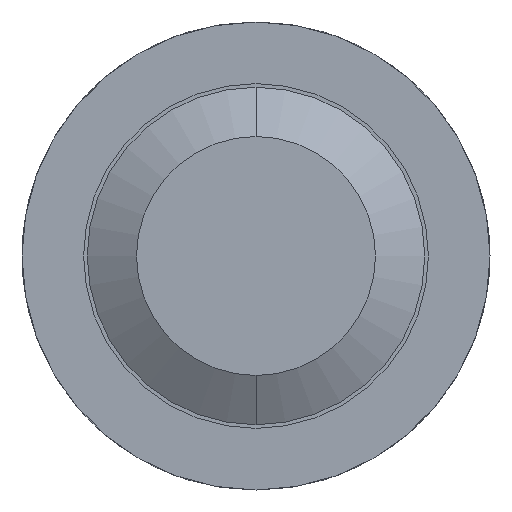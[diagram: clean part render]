
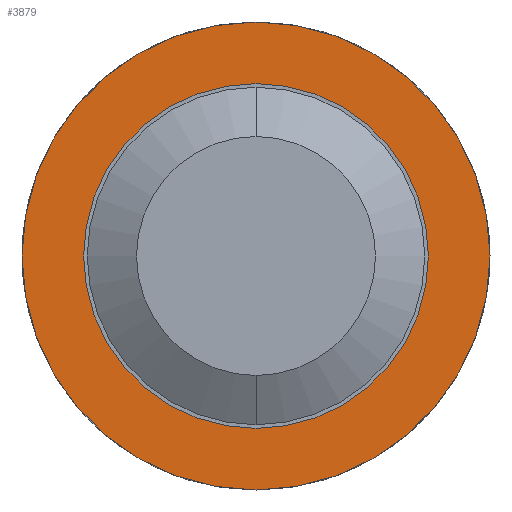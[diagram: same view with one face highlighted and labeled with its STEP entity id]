
A CAD part, front view. The second image highlights one B-rep face of the part: STEP entity #3879.
In plain terms, the highlighted planar face has unit normal (0, -1, 0).
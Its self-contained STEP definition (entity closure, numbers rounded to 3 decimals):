
#230 = DIRECTION ( 'NONE',  ( 0., 0., 1. ) ) ;
#643 = DIRECTION ( 'NONE',  ( 0., 0., 1. ) ) ;
#730 = AXIS2_PLACEMENT_3D ( 'NONE', #1940, #2876, #3831 ) ;
#811 = AXIS2_PLACEMENT_3D ( 'NONE', #864, #3544, #230 ) ;
#826 = CIRCLE ( 'NONE', #730, 0.685 ) ;
#864 = CARTESIAN_POINT ( 'NONE',  ( 0., -2.5, 0. ) ) ;
#896 = VERTEX_POINT ( 'NONE', #2304 ) ;
#922 = CARTESIAN_POINT ( 'NONE',  ( 0., -2.5, 0.685 ) ) ;
#930 = AXIS2_PLACEMENT_3D ( 'NONE', #3311, #2623, #643 ) ;
#1216 = DIRECTION ( 'NONE',  ( 0., 0., 1. ) ) ;
#1389 = EDGE_CURVE ( 'Defeature ausgef�hrt3_17+Defeature ausgef�hrt3_11+Defeature ausgef�hrt3_11+Defeature ausgef�hrt3_11', #2965, #3354, #2242, .T. ) ;
#1524 = DIRECTION ( 'NONE',  ( 0., 0., 1. ) ) ;
#1580 = CARTESIAN_POINT ( 'NONE',  ( 0.95, -2.5, 0. ) ) ;
#1691 = VERTEX_POINT ( 'NONE', #1754 ) ;
#1728 = ORIENTED_EDGE ( 'NONE', *, *, #2456, .T. ) ;
#1754 = CARTESIAN_POINT ( 'NONE',  ( 0., -2.5, -0.95 ) ) ;
#1860 = FACE_BOUND ( 'NONE', #3343, .T. ) ;
#1940 = CARTESIAN_POINT ( 'NONE',  ( 0., -2.5, 0. ) ) ;
#2242 = CIRCLE ( 'NONE', #811, 0.685 ) ;
#2272 = DIRECTION ( 'NONE',  ( 0., 1., 0. ) ) ;
#2304 = CARTESIAN_POINT ( 'NONE',  ( 0., -2.5, 0.95 ) ) ;
#2456 = EDGE_CURVE ( 'Defeature ausgef�hrt3_17+Defeature ausgef�hrt3_11+Defeature ausgef�hrt3_11+Defeature ausgef�hrt3_11', #3354, #2965, #826, .T. ) ;
#2505 = CIRCLE ( 'NONE', #930, 0.95 ) ;
#2518 = CARTESIAN_POINT ( 'NONE',  ( 0., -2.5, 0. ) ) ;
#2520 = EDGE_CURVE ( 'Defeature ausgef�hrt3_16+Defeature ausgef�hrt3_17+Defeature ausgef�hrt3_17+Defeature ausgef�hrt3_17', #1691, #896, #2505, .T. ) ;
#2528 = DIRECTION ( 'NONE',  ( 0., 1., 0. ) ) ;
#2623 = DIRECTION ( 'NONE',  ( 0., 1., 0. ) ) ;
#2876 = DIRECTION ( 'NONE',  ( 0., 1., 0. ) ) ;
#2930 = PLANE ( 'NONE',  #4003 ) ;
#2965 = VERTEX_POINT ( 'NONE', #4301 ) ;
#3139 = EDGE_LOOP ( 'NONE', ( #3617, #3255 ) ) ;
#3255 = ORIENTED_EDGE ( 'NONE', *, *, #2520, .F. ) ;
#3311 = CARTESIAN_POINT ( 'NONE',  ( 0., -2.5, 0. ) ) ;
#3343 = EDGE_LOOP ( 'NONE', ( #1728, #3504 ) ) ;
#3354 = VERTEX_POINT ( 'NONE', #922 ) ;
#3504 = ORIENTED_EDGE ( 'NONE', *, *, #1389, .T. ) ;
#3544 = DIRECTION ( 'NONE',  ( 0., 1., 0. ) ) ;
#3617 = ORIENTED_EDGE ( 'NONE', *, *, #4248, .F. ) ;
#3633 = AXIS2_PLACEMENT_3D ( 'NONE', #2518, #2528, #1524 ) ;
#3781 = FACE_OUTER_BOUND ( 'NONE', #3139, .T. ) ;
#3831 = DIRECTION ( 'NONE',  ( 0., 0., 1. ) ) ;
#3879 = ADVANCED_FACE ( 'Defeature ausgef�hrt3_17', ( #3781, #1860 ), #2930, .F. ) ;
#4003 = AXIS2_PLACEMENT_3D ( 'NONE', #1580, #2272, #1216 ) ;
#4248 = EDGE_CURVE ( 'Defeature ausgef�hrt3_16+Defeature ausgef�hrt3_17+Defeature ausgef�hrt3_17+Defeature ausgef�hrt3_17', #896, #1691, #4261, .T. ) ;
#4261 = CIRCLE ( 'NONE', #3633, 0.95 ) ;
#4301 = CARTESIAN_POINT ( 'NONE',  ( 0., -2.5, -0.685 ) ) ;
